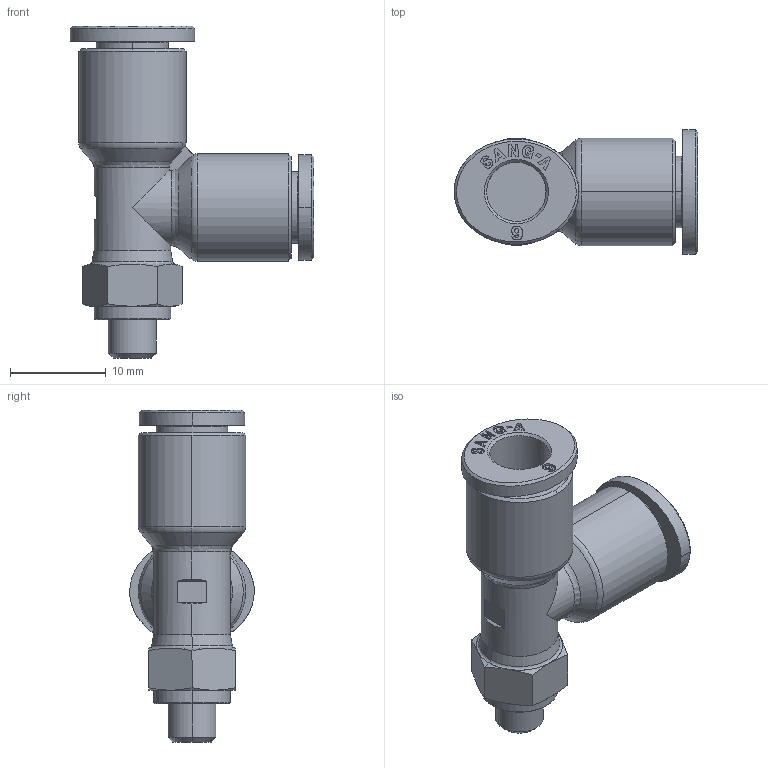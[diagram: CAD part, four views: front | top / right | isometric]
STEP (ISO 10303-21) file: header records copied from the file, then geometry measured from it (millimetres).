
FILE_DESCRIPTION((''),'2;1');
FILE_NAME('GPST 06M5(3D).stp','2012-12-26T18:04:06',(''),(''),'Mechanical Desktop.R8.0.24.0','Mechanical Desktop.R8.0.24.0',', , ');
FILE_SCHEMA(('CONFIG_CONTROL_DESIGN'));
Length unit declared in the file: millimetre
Products named in the file (2): GPST 06M5(3D); ºÎÇ°1
Assembly tree (1 placements, depth 2):
  GPST 06M5(3D)
    ºÎÇ°1
Bounding box: 25.45 x 13 x 34.65 mm (x, y, z)
Volume: 2794.3 mm3; surface area: 2662.1 mm2
Topology: 1 solids, 1 shells, 513 faces, 1393 edges, 909 vertices
Faces by surface type: plane 363, bspline 66, cylinder 44, cone 36, torus 4
Entity records: 18099 total; most frequent: CARTESIAN_POINT 5240, ORIENTED_EDGE 2782, DIRECTION 2480, EDGE_CURVE 1391, VECTOR 1074, LINE 1074, VERTEX_POINT 909, AXIS2_PLACEMENT_3D 703
